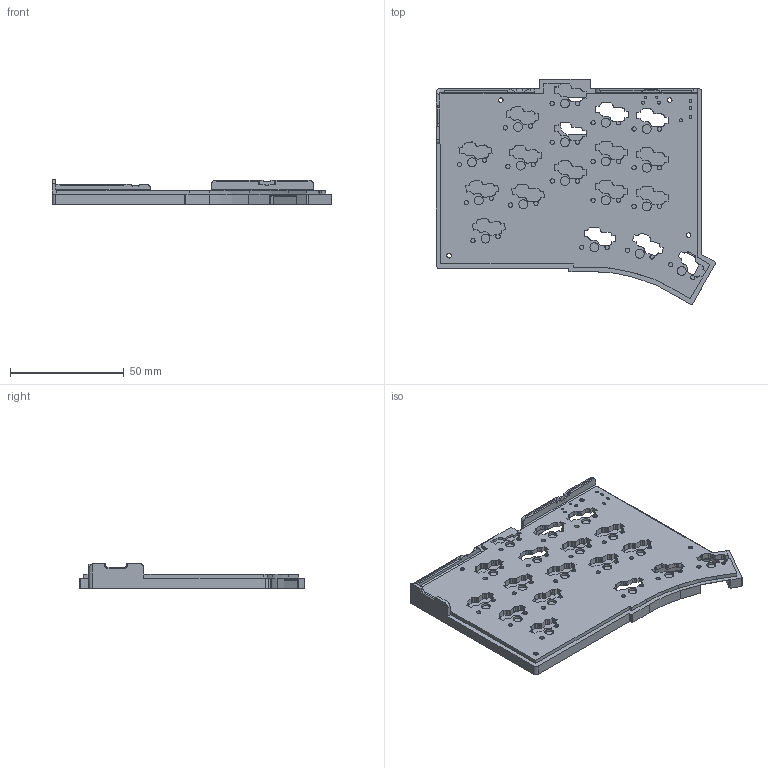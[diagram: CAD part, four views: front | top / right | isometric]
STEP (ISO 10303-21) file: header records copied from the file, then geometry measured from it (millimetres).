
FILE_DESCRIPTION(/* description */ (''),/* implementation_level */ '2;1');
FILE_NAME(/* name */ 'TOTEM36case_v08_6mm_BLE_Tenting_Bottom_L.step',/* time_stamp */ '2025-07-21T22:03:53+08:00',/* author */ (''),/* organization */ (''),/* preprocessor_version */ 'ST-DEVELOPER v20.1',/* originating_system */ 'Autodesk Translation Framework v14.10.0.0',/* authorisation */ '');
FILE_SCHEMA (('AUTOMOTIVE_DESIGN { 1 0 10303 214 3 1 1 }'));
Length unit declared in the file: millimetre
Products named in the file (1): TOTEMcase_BLE_adaptation_L
Bounding box: 122.78 x 99.01 x 10.89 mm (x, y, z)
Volume: 47385.9 mm3; surface area: 26057.4 mm2
Topology: 1 solids, 5 shells, 1181 faces, 3249 edges, 2152 vertices
Faces by surface type: plane 573, bspline 469, cylinder 122, cone 12, torus 5
Full cylindrical faces by diameter (mm): 1 x2, 1.3 x2, 1.9 x19, 2 x4, 3.9 x18, 4.3 x4, 6.785 x1, 6.798 x1, 9 x9
Entity records: 42815 total; most frequent: CARTESIAN_POINT 15364, ORIENTED_EDGE 6498, DIRECTION 4245, EDGE_CURVE 3249, VERTEX_POINT 2152, LINE 2077, VECTOR 2077, EDGE_LOOP 1277
